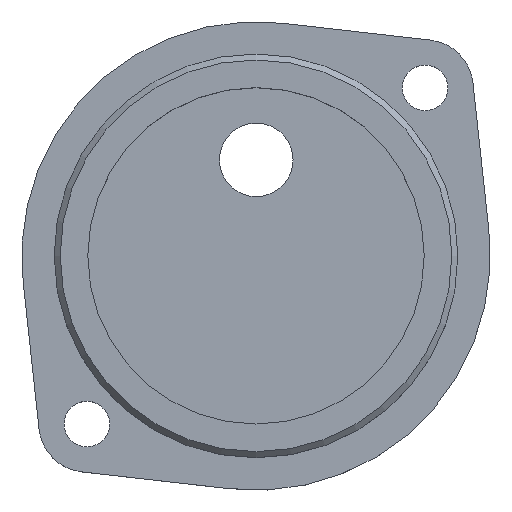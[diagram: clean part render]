
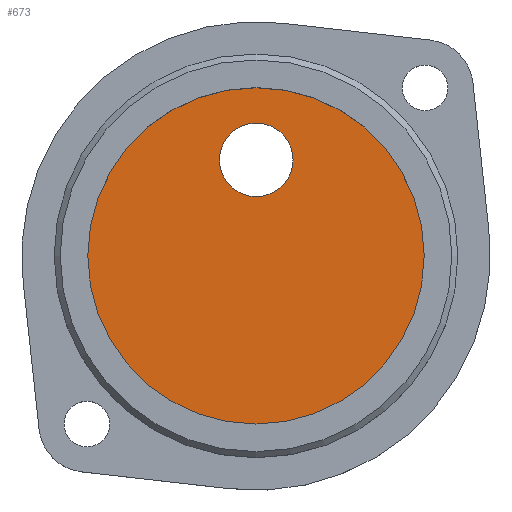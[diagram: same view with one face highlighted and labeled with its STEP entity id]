
A CAD part, top view. The second image highlights one B-rep face of the part: STEP entity #673.
In plain terms, the highlighted planar face has unit normal (0, 0, 1).
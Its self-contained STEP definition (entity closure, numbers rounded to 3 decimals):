
#21=FACE_BOUND('',#116,.T.);
#34=PLANE('',#769);
#71=FACE_OUTER_BOUND('',#115,.T.);
#115=EDGE_LOOP('',(#527));
#116=EDGE_LOOP('',(#528));
#244=CIRCLE('',#715,6.125);
#247=CIRCLE('',#720,28.);
#292=VERTEX_POINT('',#1041);
#297=VERTEX_POINT('',#1054);
#354=EDGE_CURVE('',#292,#292,#244,.T.);
#359=EDGE_CURVE('',#297,#297,#247,.T.);
#527=ORIENTED_EDGE('',*,*,#359,.T.);
#528=ORIENTED_EDGE('',*,*,#354,.T.);
#673=ADVANCED_FACE('',(#71,#21),#34,.T.);
#715=AXIS2_PLACEMENT_3D('',#1043,#816,#817);
#720=AXIS2_PLACEMENT_3D('',#1055,#828,#829);
#769=AXIS2_PLACEMENT_3D('',#1155,#944,#945);
#816=DIRECTION('center_axis',(0.,0.,-1.));
#817=DIRECTION('ref_axis',(-1.,0.,0.));
#828=DIRECTION('center_axis',(0.,0.,1.));
#829=DIRECTION('ref_axis',(1.,0.,0.));
#944=DIRECTION('center_axis',(0.,0.,1.));
#945=DIRECTION('ref_axis',(1.,0.,0.));
#1041=CARTESIAN_POINT('',(6.172,16.,2.));
#1043=CARTESIAN_POINT('Origin',(0.047,16.,2.));
#1054=CARTESIAN_POINT('',(-28.,0.,2.));
#1055=CARTESIAN_POINT('Origin',(0.,0.,2.));
#1155=CARTESIAN_POINT('Origin',(0.,0.,2.));
